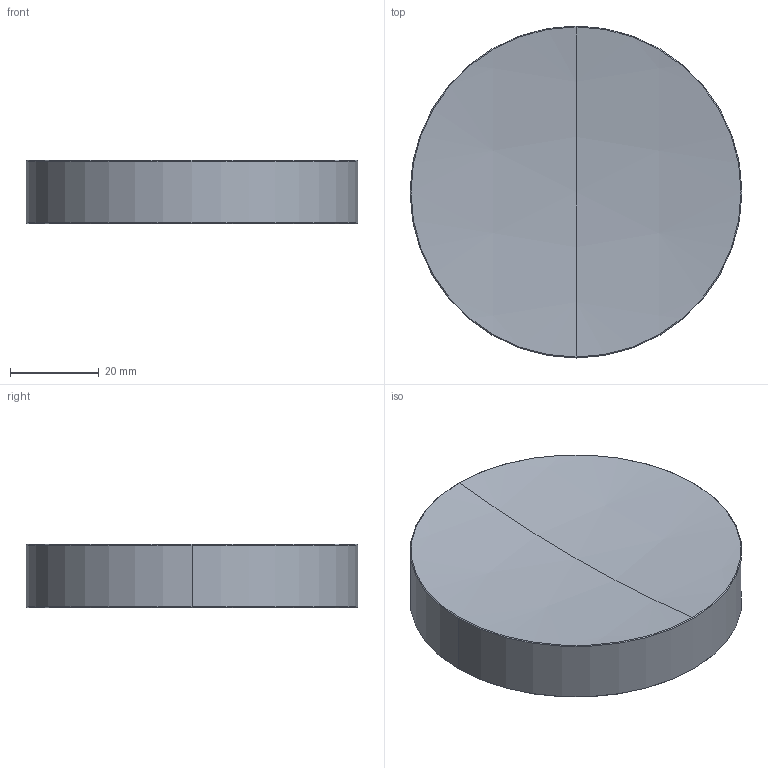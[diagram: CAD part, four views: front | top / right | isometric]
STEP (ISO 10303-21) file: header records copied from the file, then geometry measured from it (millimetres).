
FILE_DESCRIPTION (( 'STEP AP214' ), '1' );
FILE_NAME ('22650-E0W.STEP', '2011-07-14T15:35:45', ( 'Admin' ), ( '' ), 'SwSTEP 2.0', 'SolidWorks 2011', '' );
FILE_SCHEMA (( 'AUTOMOTIVE_DESIGN' ));
Length unit declared in the file: millimetre
Products named in the file (1): 22650-E0W
Bounding box: 75 x 75 x 14.33 mm (x, y, z)
Surface area: 12175.4 mm2 (no closed solid volume)
Topology: 0 solids, 28 shells, 40 faces, 502 edges, 491 vertices
Faces by surface type: plane 31, cone 4, cylinder 2, sphere 2, bspline 1
Entity records: 8218 total; most frequent: CARTESIAN_POINT 4827, ORIENTED_EDGE 524, EDGE_CURVE 502, VERTEX_POINT 491, DIRECTION 356, VECTOR 252, LINE 252, B_SPLINE_CURVE_WITH_KNOTS 238
